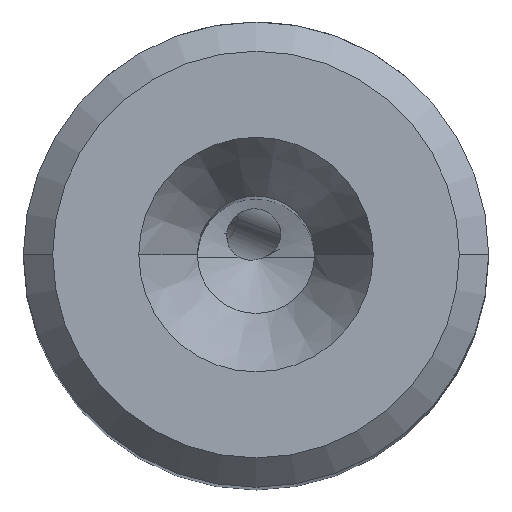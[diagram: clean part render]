
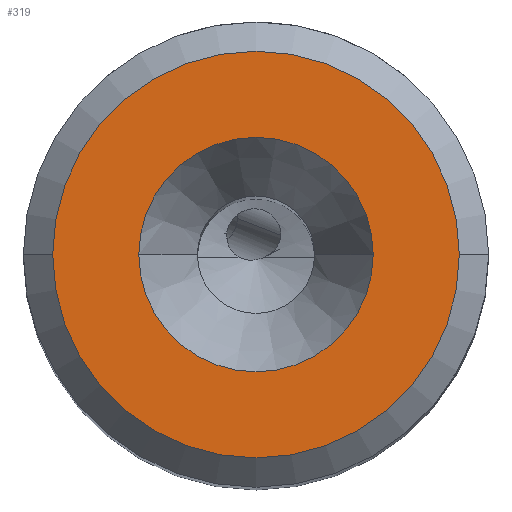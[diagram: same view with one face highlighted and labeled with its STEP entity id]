
A CAD part, top view. The second image highlights one B-rep face of the part: STEP entity #319.
In plain terms, the highlighted planar face has unit normal (0, 0, 1).
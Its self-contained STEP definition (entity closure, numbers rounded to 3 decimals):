
#52=FACE_BOUND('',#541,.T.);
#53=FACE_BOUND('',#542,.T.);
#118=PLANE('',#2167);
#319=ADVANCED_FACE('',(#52,#53),#118,.T.);
#541=EDGE_LOOP('',(#834,#835));
#542=EDGE_LOOP('',(#836,#837));
#834=ORIENTED_EDGE('',*,*,#1665,.T.);
#835=ORIENTED_EDGE('',*,*,#1667,.T.);
#836=ORIENTED_EDGE('',*,*,#1668,.T.);
#837=ORIENTED_EDGE('',*,*,#1669,.T.);
#1431=VERTEX_POINT('',#3156);
#1432=VERTEX_POINT('',#3158);
#1433=VERTEX_POINT('',#3164);
#1434=VERTEX_POINT('',#3165);
#1665=EDGE_CURVE('',#1432,#1431,#1946,.T.);
#1667=EDGE_CURVE('',#1431,#1432,#1947,.T.);
#1668=EDGE_CURVE('',#1433,#1434,#1948,.T.);
#1669=EDGE_CURVE('',#1434,#1433,#1949,.T.);
#1946=CIRCLE('',#2161,4.);
#1947=CIRCLE('',#2163,4.);
#1948=CIRCLE('',#2165,6.938);
#1949=CIRCLE('',#2166,6.938);
#2161=AXIS2_PLACEMENT_3D('',#3157,#2453,#2454);
#2163=AXIS2_PLACEMENT_3D('',#3161,#2458,#2459);
#2165=AXIS2_PLACEMENT_3D('',#3163,#2462,#2463);
#2166=AXIS2_PLACEMENT_3D('',#3166,#2464,#2465);
#2167=AXIS2_PLACEMENT_3D('',#3167,#2466,#2467);
#2453=DIRECTION('',(0.,0.,-1.));
#2454=DIRECTION('',(-1.,0.,0.));
#2458=DIRECTION('',(0.,0.,-1.));
#2459=DIRECTION('',(1.,0.,0.));
#2462=DIRECTION('',(0.,0.,1.));
#2463=DIRECTION('',(-1.,0.,0.));
#2464=DIRECTION('',(0.,0.,1.));
#2465=DIRECTION('',(1.,0.,0.));
#2466=DIRECTION('',(0.,0.,1.));
#2467=DIRECTION('',(1.,0.,0.));
#3156=CARTESIAN_POINT('',(4.,0.,27.05));
#3157=CARTESIAN_POINT('',(0.,0.,27.05));
#3158=CARTESIAN_POINT('',(-4.,0.,27.05));
#3161=CARTESIAN_POINT('',(0.,0.,27.05));
#3163=CARTESIAN_POINT('',(0.,0.,27.05));
#3164=CARTESIAN_POINT('',(-6.938,0.,27.05));
#3165=CARTESIAN_POINT('',(6.938,0.,27.05));
#3166=CARTESIAN_POINT('',(0.,0.,27.05));
#3167=CARTESIAN_POINT('',(0.,0.,27.05));
